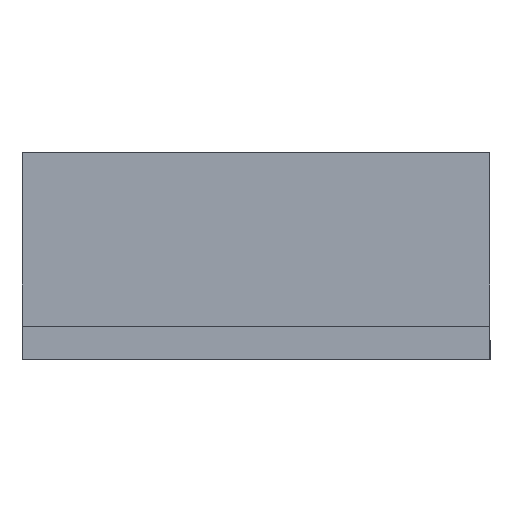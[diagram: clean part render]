
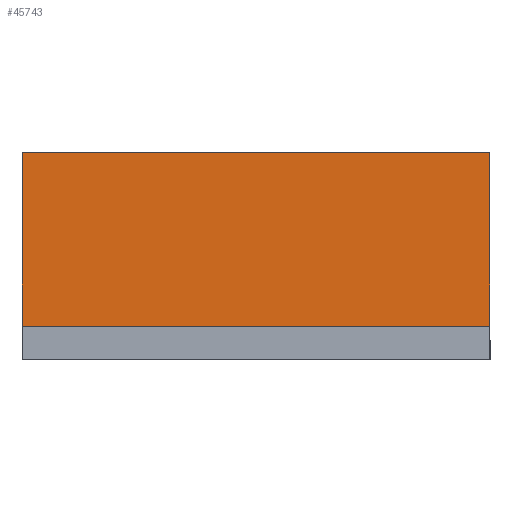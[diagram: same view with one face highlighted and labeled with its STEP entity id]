
A CAD part, left-side view. The second image highlights one B-rep face of the part: STEP entity #45743.
In plain terms, the highlighted planar face has unit normal (-1, 0, 0).
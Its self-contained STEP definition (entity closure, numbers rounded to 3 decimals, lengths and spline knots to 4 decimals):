
#2634=ORIENTED_EDGE('',*,*,#15984,.T.);
#2635=ORIENTED_EDGE('',*,*,#15985,.F.);
#2636=ORIENTED_EDGE('',*,*,#14593,.F.);
#2637=ORIENTED_EDGE('',*,*,#15986,.T.);
#14593=EDGE_CURVE('',#21316,#21317,#25899,.T.);
#15984=EDGE_CURVE('',#22707,#22708,#27290,.T.);
#15985=EDGE_CURVE('',#21317,#22708,#27291,.T.);
#15986=EDGE_CURVE('',#21316,#22707,#27292,.T.);
#21316=VERTEX_POINT('',#79050);
#21317=VERTEX_POINT('',#79051);
#22707=VERTEX_POINT('',#81833);
#22708=VERTEX_POINT('',#81834);
#25899=LINE('',#79049,#32656);
#27290=LINE('',#81832,#34047);
#27291=LINE('',#81835,#34048);
#27292=LINE('',#81836,#34049);
#32656=VECTOR('',#66972,1000.);
#34047=VECTOR('',#68365,1000.);
#34048=VECTOR('',#68366,1000.);
#34049=VECTOR('',#68367,1000.);
#38787=EDGE_LOOP('',(#2634,#2635,#2636,#2637));
#41134=FACE_BOUND('',#38787,.T.);
#43426=PLANE('',#63645);
#45743=ADVANCED_FACE('',(#41134),#43426,.F.);
#63645=AXIS2_PLACEMENT_3D('',#81831,#68363,#68364);
#66972=DIRECTION('',(0.,-1.,0.));
#68363=DIRECTION('',(1.,0.,0.));
#68364=DIRECTION('',(0.,1.,0.));
#68365=DIRECTION('',(0.,-1.,0.));
#68366=DIRECTION('',(0.,0.,-1.));
#68367=DIRECTION('',(0.,0.,-1.));
#79049=CARTESIAN_POINT('',(-4.5,3.5,3.1));
#79050=CARTESIAN_POINT('',(-4.5,3.5,3.1));
#79051=CARTESIAN_POINT('',(-4.5,-3.5,3.1));
#81831=CARTESIAN_POINT('',(-4.5,3.5,3.1));
#81832=CARTESIAN_POINT('',(-4.5,3.5,0.5));
#81833=CARTESIAN_POINT('',(-4.5,3.5,0.5));
#81834=CARTESIAN_POINT('',(-4.5,-3.5,0.5));
#81835=CARTESIAN_POINT('',(-4.5,-3.5,3.1));
#81836=CARTESIAN_POINT('',(-4.5,3.5,3.1));
